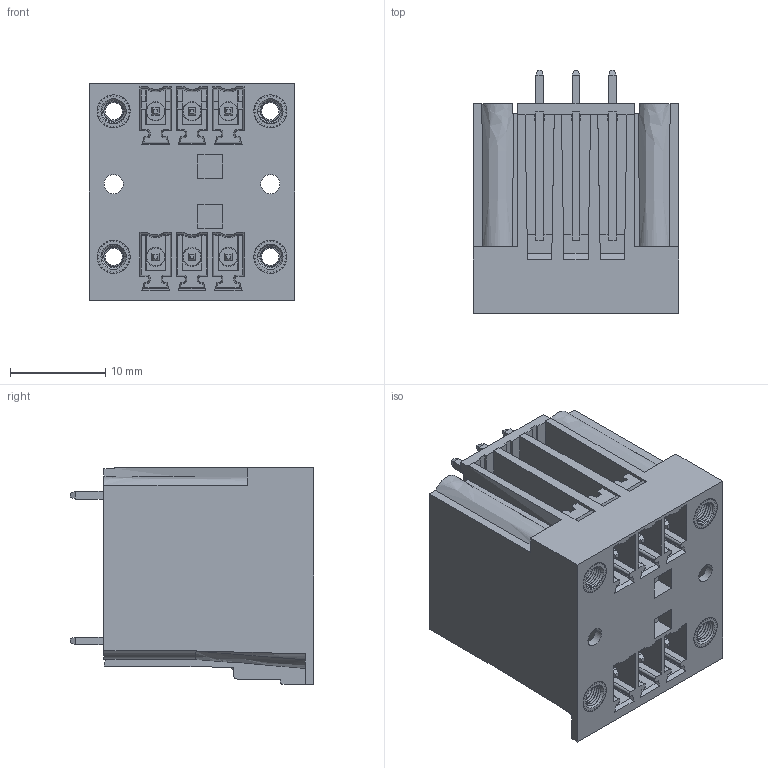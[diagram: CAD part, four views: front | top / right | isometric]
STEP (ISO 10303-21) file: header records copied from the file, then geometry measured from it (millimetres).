
FILE_DESCRIPTION((''),'2;1');
FILE_NAME('WJ15EDGVHM-381-2X03P','2017-03-15T',('QZY'),(''),'CREO PARAMETRIC BY PTC INC, 2014440','CREO PARAMETRIC BY PTC INC, 2014440','');
FILE_SCHEMA(('CONFIG_CONTROL_DESIGN'));
Products named in the file (1): WJ15EDGVHM-381-2X03P
Bounding box: 21.52 x 25.45 x 22.7 mm (x, y, z)
Volume: 6054.5 mm3; surface area: 7877.3 mm2
Topology: 1 solids, 1 shells, 1088 faces, 3450 edges, 2250 vertices
Faces by surface type: plane 809, cylinder 158, cone 60, bspline 58, sphere 3
Entity records: 49166 total; most frequent: CARTESIAN_POINT 18901, ORIENTED_EDGE 6894, DIRECTION 5486, EDGE_CURVE 3447, VECTOR 2524, LINE 2524, VERTEX_POINT 2250, AXIS2_PLACEMENT_3D 1481
